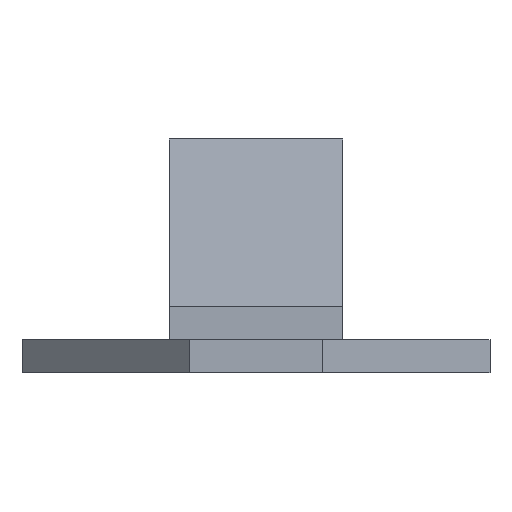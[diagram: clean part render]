
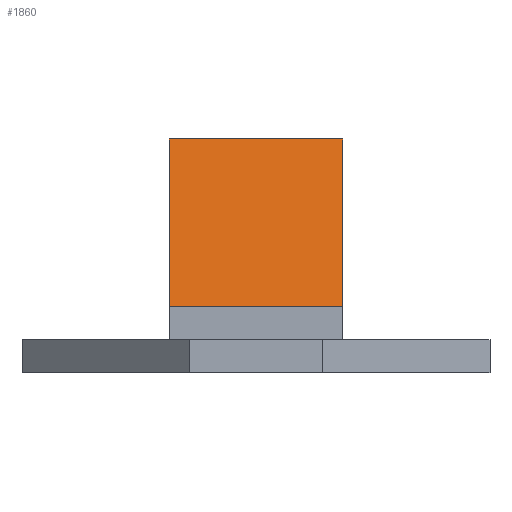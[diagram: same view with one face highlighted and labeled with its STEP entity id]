
A CAD part, left-side view. The second image highlights one B-rep face of the part: STEP entity #1860.
In plain terms, the highlighted planar face has unit normal (-0.981, 0, 0.196).
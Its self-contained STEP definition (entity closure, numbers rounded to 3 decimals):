
#691 = PLANE('',#692);
#692 = AXIS2_PLACEMENT_3D('',#693,#694,#695);
#693 = CARTESIAN_POINT('',(198.494,13.,44.137));
#694 = DIRECTION('',(0.,1.,0.));
#695 = DIRECTION('',(0.,0.,1.));
#719 = PLANE('',#720);
#720 = AXIS2_PLACEMENT_3D('',#721,#722,#723);
#721 = CARTESIAN_POINT('',(190.,13.,30.));
#722 = DIRECTION('',(-1.,0.,0.));
#723 = DIRECTION('',(0.,0.,1.));
#745 = PLANE('',#746);
#746 = AXIS2_PLACEMENT_3D('',#747,#748,#749);
#747 = CARTESIAN_POINT('',(198.494,-13.,44.137));
#748 = DIRECTION('',(0.,1.,0.));
#749 = DIRECTION('',(0.,0.,1.));
#1091 = PLANE('',#1092);
#1092 = AXIS2_PLACEMENT_3D('',#1093,#1094,#1095);
#1093 = CARTESIAN_POINT('',(195.,13.,60.));
#1094 = DIRECTION('',(0.,0.,1.));
#1095 = DIRECTION('',(1.,0.,0.));
#1150 = VERTEX_POINT('',#1151);
#1151 = CARTESIAN_POINT('',(195.,-13.,60.));
#1175 = VERTEX_POINT('',#1176);
#1176 = CARTESIAN_POINT('',(190.,-13.,35.));
#1197 = EDGE_CURVE('',#1175,#1150,#1198,.T.);
#1198 = SURFACE_CURVE('',#1199,(#1203,#1210),.PCURVE_S1.);
#1199 = LINE('',#1200,#1201);
#1200 = CARTESIAN_POINT('',(190.,-13.,35.));
#1201 = VECTOR('',#1202,1.);
#1202 = DIRECTION('',(0.196,0.,0.981));
#1203 = PCURVE('',#745,#1204);
#1204 = DEFINITIONAL_REPRESENTATION('',(#1205),#1209);
#1205 = LINE('',#1206,#1207);
#1206 = CARTESIAN_POINT('',(-9.137,-8.494));
#1207 = VECTOR('',#1208,1.);
#1208 = DIRECTION('',(0.981,0.196));
#1209 = ( GEOMETRIC_REPRESENTATION_CONTEXT(2) 
PARAMETRIC_REPRESENTATION_CONTEXT() REPRESENTATION_CONTEXT('2D SPACE',''
  ) );
#1210 = PCURVE('',#1211,#1216);
#1211 = PLANE('',#1212);
#1212 = AXIS2_PLACEMENT_3D('',#1213,#1214,#1215);
#1213 = CARTESIAN_POINT('',(190.,13.,35.));
#1214 = DIRECTION('',(-0.981,0.,0.196));
#1215 = DIRECTION('',(0.196,0.,0.981));
#1216 = DEFINITIONAL_REPRESENTATION('',(#1217),#1221);
#1217 = LINE('',#1218,#1219);
#1218 = CARTESIAN_POINT('',(0.,-26.));
#1219 = VECTOR('',#1220,1.);
#1220 = DIRECTION('',(1.,0.));
#1221 = ( GEOMETRIC_REPRESENTATION_CONTEXT(2) 
PARAMETRIC_REPRESENTATION_CONTEXT() REPRESENTATION_CONTEXT('2D SPACE',''
  ) );
#1298 = EDGE_CURVE('',#1299,#1175,#1301,.T.);
#1299 = VERTEX_POINT('',#1300);
#1300 = CARTESIAN_POINT('',(190.,13.,35.));
#1301 = SURFACE_CURVE('',#1302,(#1306,#1313),.PCURVE_S1.);
#1302 = LINE('',#1303,#1304);
#1303 = CARTESIAN_POINT('',(190.,13.,35.));
#1304 = VECTOR('',#1305,1.);
#1305 = DIRECTION('',(0.,-1.,0.));
#1306 = PCURVE('',#719,#1307);
#1307 = DEFINITIONAL_REPRESENTATION('',(#1308),#1312);
#1308 = LINE('',#1309,#1310);
#1309 = CARTESIAN_POINT('',(5.,0.));
#1310 = VECTOR('',#1311,1.);
#1311 = DIRECTION('',(0.,-1.));
#1312 = ( GEOMETRIC_REPRESENTATION_CONTEXT(2) 
PARAMETRIC_REPRESENTATION_CONTEXT() REPRESENTATION_CONTEXT('2D SPACE',''
  ) );
#1313 = PCURVE('',#1211,#1314);
#1314 = DEFINITIONAL_REPRESENTATION('',(#1315),#1319);
#1315 = LINE('',#1316,#1317);
#1316 = CARTESIAN_POINT('',(0.,0.));
#1317 = VECTOR('',#1318,1.);
#1318 = DIRECTION('',(0.,-1.));
#1319 = ( GEOMETRIC_REPRESENTATION_CONTEXT(2) 
PARAMETRIC_REPRESENTATION_CONTEXT() REPRESENTATION_CONTEXT('2D SPACE',''
  ) );
#1346 = VERTEX_POINT('',#1347);
#1347 = CARTESIAN_POINT('',(195.,13.,60.));
#1371 = EDGE_CURVE('',#1299,#1346,#1372,.T.);
#1372 = SURFACE_CURVE('',#1373,(#1377,#1384),.PCURVE_S1.);
#1373 = LINE('',#1374,#1375);
#1374 = CARTESIAN_POINT('',(190.,13.,35.));
#1375 = VECTOR('',#1376,1.);
#1376 = DIRECTION('',(0.196,0.,0.981));
#1377 = PCURVE('',#691,#1378);
#1378 = DEFINITIONAL_REPRESENTATION('',(#1379),#1383);
#1379 = LINE('',#1380,#1381);
#1380 = CARTESIAN_POINT('',(-9.137,-8.494));
#1381 = VECTOR('',#1382,1.);
#1382 = DIRECTION('',(0.981,0.196));
#1383 = ( GEOMETRIC_REPRESENTATION_CONTEXT(2) 
PARAMETRIC_REPRESENTATION_CONTEXT() REPRESENTATION_CONTEXT('2D SPACE',''
  ) );
#1384 = PCURVE('',#1211,#1385);
#1385 = DEFINITIONAL_REPRESENTATION('',(#1386),#1390);
#1386 = LINE('',#1387,#1388);
#1387 = CARTESIAN_POINT('',(0.,0.));
#1388 = VECTOR('',#1389,1.);
#1389 = DIRECTION('',(1.,0.));
#1390 = ( GEOMETRIC_REPRESENTATION_CONTEXT(2) 
PARAMETRIC_REPRESENTATION_CONTEXT() REPRESENTATION_CONTEXT('2D SPACE',''
  ) );
#1837 = EDGE_CURVE('',#1346,#1150,#1838,.T.);
#1838 = SURFACE_CURVE('',#1839,(#1843,#1850),.PCURVE_S1.);
#1839 = LINE('',#1840,#1841);
#1840 = CARTESIAN_POINT('',(195.,13.,60.));
#1841 = VECTOR('',#1842,1.);
#1842 = DIRECTION('',(0.,-1.,0.));
#1843 = PCURVE('',#1091,#1844);
#1844 = DEFINITIONAL_REPRESENTATION('',(#1845),#1849);
#1845 = LINE('',#1846,#1847);
#1846 = CARTESIAN_POINT('',(0.,0.));
#1847 = VECTOR('',#1848,1.);
#1848 = DIRECTION('',(0.,-1.));
#1849 = ( GEOMETRIC_REPRESENTATION_CONTEXT(2) 
PARAMETRIC_REPRESENTATION_CONTEXT() REPRESENTATION_CONTEXT('2D SPACE',''
  ) );
#1850 = PCURVE('',#1211,#1851);
#1851 = DEFINITIONAL_REPRESENTATION('',(#1852),#1856);
#1852 = LINE('',#1853,#1854);
#1853 = CARTESIAN_POINT('',(25.495,0.));
#1854 = VECTOR('',#1855,1.);
#1855 = DIRECTION('',(0.,-1.));
#1856 = ( GEOMETRIC_REPRESENTATION_CONTEXT(2) 
PARAMETRIC_REPRESENTATION_CONTEXT() REPRESENTATION_CONTEXT('2D SPACE',''
  ) );
#1860 = ADVANCED_FACE('',(#1861),#1211,.T.);
#1861 = FACE_BOUND('',#1862,.T.);
#1862 = EDGE_LOOP('',(#1863,#1864,#1865,#1866));
#1863 = ORIENTED_EDGE('',*,*,#1298,.T.);
#1864 = ORIENTED_EDGE('',*,*,#1197,.T.);
#1865 = ORIENTED_EDGE('',*,*,#1837,.F.);
#1866 = ORIENTED_EDGE('',*,*,#1371,.F.);
